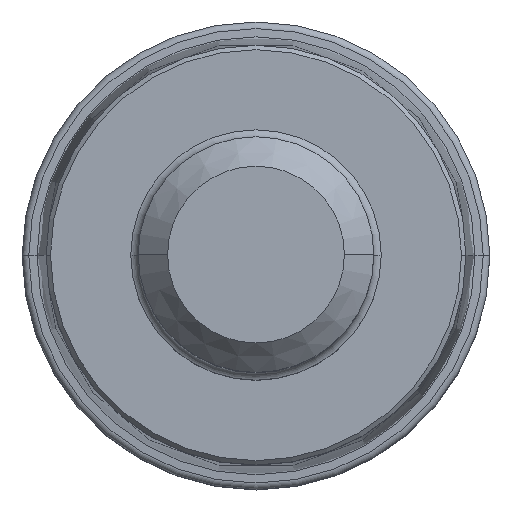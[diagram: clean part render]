
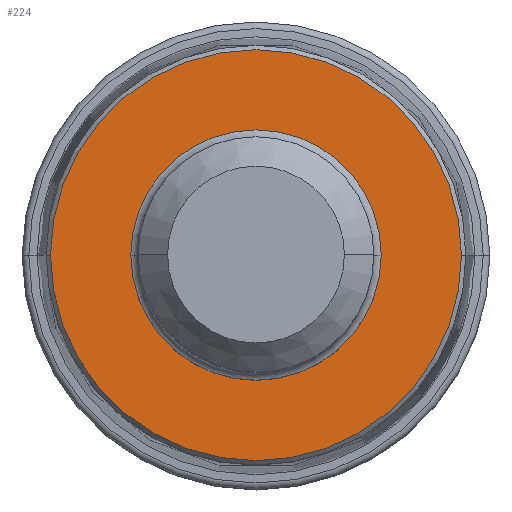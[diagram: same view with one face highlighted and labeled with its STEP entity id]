
A CAD part, top view. The second image highlights one B-rep face of the part: STEP entity #224.
In plain terms, the highlighted planar face has unit normal (0, 0, 1).
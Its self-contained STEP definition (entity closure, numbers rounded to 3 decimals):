
#224=ADVANCED_FACE('',(#271,#272),#266,.F.);
#266=PLANE('',#1372);
#271=FACE_BOUND('',#309,.T.);
#272=FACE_BOUND('',#310,.T.);
#309=EDGE_LOOP('',(#495,#496));
#310=EDGE_LOOP('',(#497,#498));
#495=ORIENTED_EDGE('',*,*,#807,.T.);
#496=ORIENTED_EDGE('',*,*,#808,.T.);
#497=ORIENTED_EDGE('',*,*,#809,.T.);
#498=ORIENTED_EDGE('',*,*,#810,.T.);
#693=VERTEX_POINT('',#2154);
#694=VERTEX_POINT('',#2155);
#695=VERTEX_POINT('',#2158);
#696=VERTEX_POINT('',#2159);
#807=EDGE_CURVE('',#693,#694,#951,.T.);
#808=EDGE_CURVE('',#694,#693,#952,.T.);
#809=EDGE_CURVE('',#695,#696,#953,.T.);
#810=EDGE_CURVE('',#696,#695,#954,.T.);
#951=CIRCLE('',#1368,13.95);
#952=CIRCLE('',#1369,13.95);
#953=CIRCLE('',#1370,8.5);
#954=CIRCLE('',#1371,8.5);
#1368=AXIS2_PLACEMENT_3D('',#2153,#1701,#1702);
#1369=AXIS2_PLACEMENT_3D('',#2156,#1703,#1704);
#1370=AXIS2_PLACEMENT_3D('',#2157,#1705,#1706);
#1371=AXIS2_PLACEMENT_3D('',#2160,#1707,#1708);
#1372=AXIS2_PLACEMENT_3D('',#2161,#1709,#1710);
#1701=DIRECTION('',(0.,0.,1.));
#1702=DIRECTION('',(-1.,0.,0.));
#1703=DIRECTION('',(0.,0.,1.));
#1704=DIRECTION('',(1.,0.,0.));
#1705=DIRECTION('',(0.,0.,-1.));
#1706=DIRECTION('',(1.,0.,0.));
#1707=DIRECTION('',(0.,0.,-1.));
#1708=DIRECTION('',(-1.,0.,0.));
#1709=DIRECTION('',(0.,0.,-1.));
#1710=DIRECTION('',(1.,0.,0.));
#2153=CARTESIAN_POINT('',(0.,0.,0.));
#2154=CARTESIAN_POINT('',(-13.95,0.,0.));
#2155=CARTESIAN_POINT('',(13.95,0.,0.));
#2156=CARTESIAN_POINT('',(0.,0.,0.));
#2157=CARTESIAN_POINT('',(0.,0.,0.));
#2158=CARTESIAN_POINT('',(8.5,0.,0.));
#2159=CARTESIAN_POINT('',(-8.5,0.,0.));
#2160=CARTESIAN_POINT('',(0.,0.,0.));
#2161=CARTESIAN_POINT('',(0.,0.,0.));
